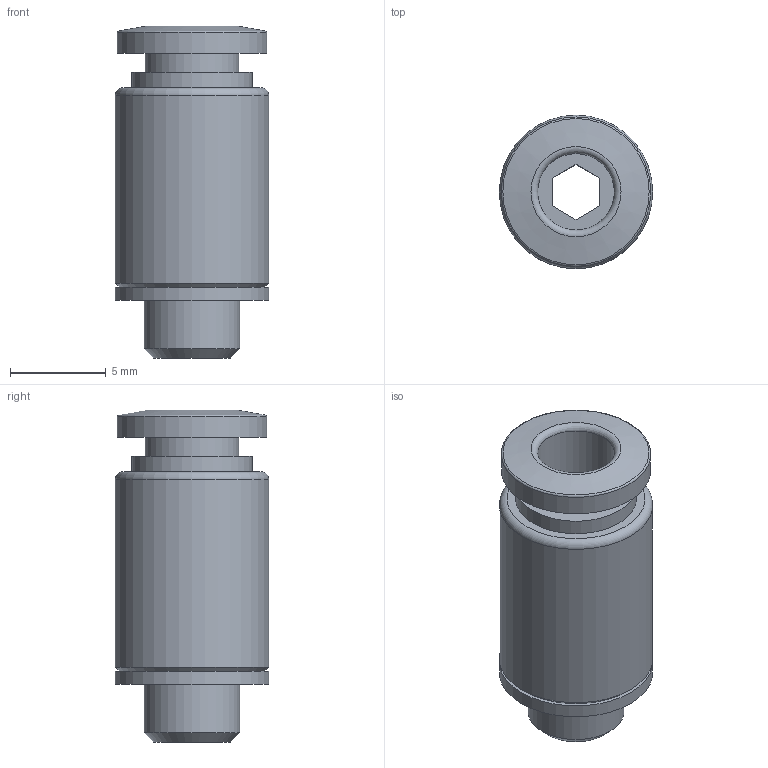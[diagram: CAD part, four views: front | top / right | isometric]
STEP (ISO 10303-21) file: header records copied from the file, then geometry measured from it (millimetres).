
FILE_DESCRIPTION(/* description */ ('STEP AP214'),/* implementation_level */ '2;1');
FILE_NAME(/* name */ '8144595_NPQE-DK-M5-Q4-F1A-P10',/* time_stamp */ '2024-09-13T01:20:50+02:00',/* author */ ('License CC BY-ND 4.0'),/* organization */ ('CADENAS'),/* preprocessor_version */ 'ST-DEVELOPER v19.3',/* originating_system */ 'PARTsolutions',/* authorisation */ ' ');
FILE_SCHEMA (('AUTOMOTIVE_DESIGN {1 0 10303 214 3 1 1}'));
Length unit declared in the file: millimetre
Products named in the file (1): 8144595 NPQE-DK-M5-Q4-F1A-P10_high
Bounding box: 8 x 8 x 17.32 mm (x, y, z)
Volume: 571.7 mm3; surface area: 708.3 mm2
Topology: 1 solids, 1 shells, 32 faces, 68 edges, 43 vertices
Faces by surface type: plane 13, cone 9, cylinder 7, torus 3
Full cylindrical faces by diameter (mm): 4 x1, 4.9 x1, 5 x1, 6.3 x1, 7.8 x1, 8 x2
Entity records: 1054 total; most frequent: CARTESIAN_POINT 149, DIRECTION 140, ORIENTED_EDGE 110, AXIS2_PLACEMENT_3D 58, EDGE_CURVE 55, EDGE_LOOP 52, FACE_BOUND 52, VERTEX_POINT 43
